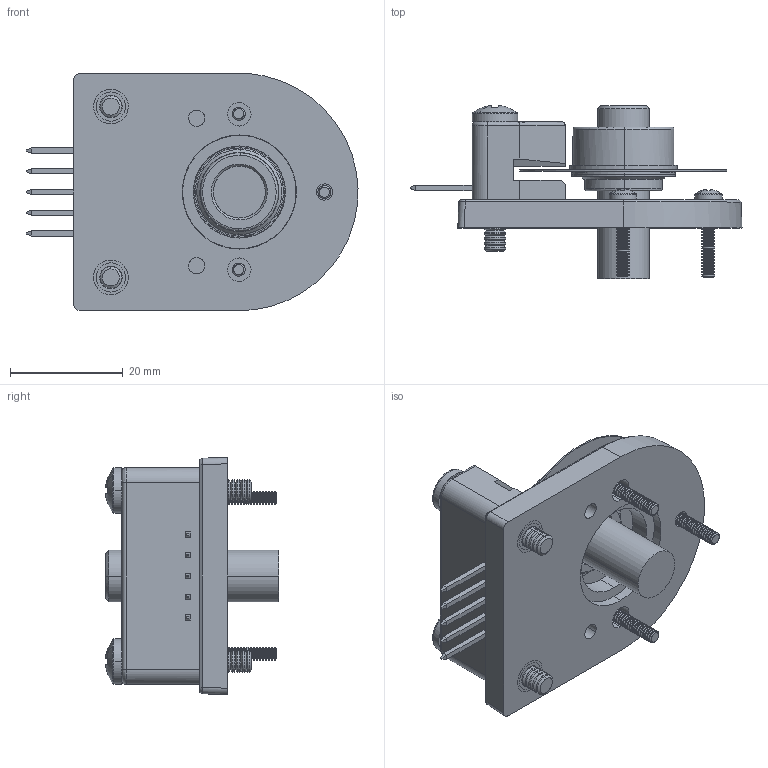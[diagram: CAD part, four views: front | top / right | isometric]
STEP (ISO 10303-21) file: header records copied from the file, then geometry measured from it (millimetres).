
FILE_DESCRIPTION(('FreeCAD Model'),'2;1');
FILE_NAME('Open CASCADE Shape Model','2025-04-17T16:36:00',('FreeCAD'),( 'FreeCAD'),'Open CASCADE STEP processor 7.6','FreeCAD','Unknown');
FILE_SCHEMA(('AUTOMOTIVE_DESIGN { 1 0 10303 214 1 1 1 1 }'));
Products named in the file (1): Open CASCADE STEP translator 7.6 1
Bounding box: 59.01 x 30.75 x 42.19 mm (x, y, z)
Volume: 12932.4 mm3; surface area: 15415.6 mm2
Topology: 13 solids, 565 shells, 1676 faces, 4974 edges, 3889 vertices
Faces by surface type: bspline 1676
Entity records: 66157 total; most frequent: CARTESIAN_POINT 40008, ORIENTED_EDGE 7308, EDGE_CURVE 4966, VERTEX_POINT 3889, B_SPLINE_CURVE_WITH_KNOTS 3000, FACE_BOUND 1835, EDGE_LOOP 1835, ADVANCED_FACE 1676
